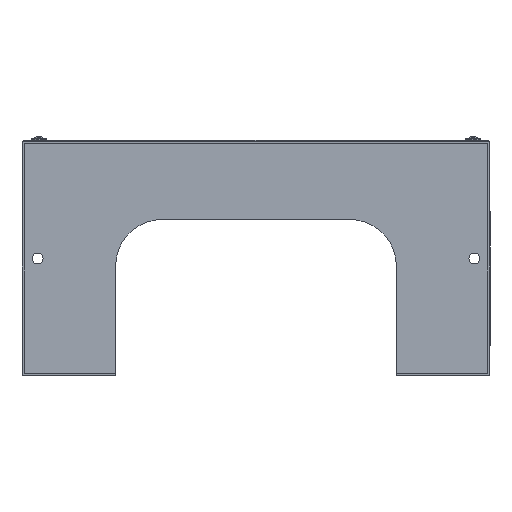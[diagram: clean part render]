
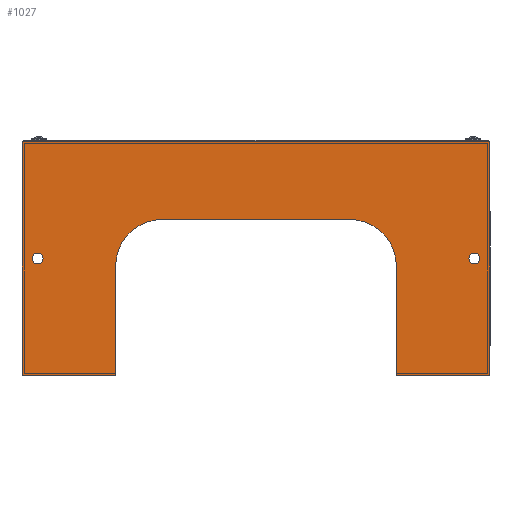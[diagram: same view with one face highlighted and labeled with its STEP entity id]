
A CAD part, front view. The second image highlights one B-rep face of the part: STEP entity #1027.
In plain terms, the highlighted planar face has unit normal (0, -1, 0).
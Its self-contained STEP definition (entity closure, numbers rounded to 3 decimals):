
#213 = CARTESIAN_POINT ( 'NONE',  ( 140., 0., 3.5 ) ) ;
#247 = CARTESIAN_POINT ( 'NONE',  ( -150., 0., 75. ) ) ;
#317 = ORIENTED_EDGE ( 'NONE', *, *, #6144, .F. ) ;
#342 = AXIS2_PLACEMENT_3D ( 'NONE', #11069, #7367, #3755 ) ;
#360 = CARTESIAN_POINT ( 'NONE',  ( 140., 0., 0. ) ) ;
#367 = VERTEX_POINT ( 'NONE', #1908 ) ;
#369 = CARTESIAN_POINT ( 'NONE',  ( -140., 0., 0. ) ) ;
#371 = LINE ( 'NONE', #2083, #6089 ) ;
#393 = VECTOR ( 'NONE', #5862, 1000. ) ;
#522 = CARTESIAN_POINT ( 'NONE',  ( 90., 0., -75. ) ) ;
#621 = VERTEX_POINT ( 'NONE', #9763 ) ;
#686 = ORIENTED_EDGE ( 'NONE', *, *, #5388, .T. ) ;
#732 = CARTESIAN_POINT ( 'NONE',  ( -150., 0., -75. ) ) ;
#793 = CIRCLE ( 'NONE', #3354, 3.5 ) ;
#831 = EDGE_CURVE ( 'NONE', #4301, #9912, #793, .T. ) ;
#893 = EDGE_CURVE ( 'NONE', #5358, #10008, #371, .T. ) ;
#1027 = ADVANCED_FACE ( 'NONE', ( #1515, #5664, #3658 ), #1426, .F. ) ;
#1426 = PLANE ( 'NONE',  #10395 ) ;
#1465 = VERTEX_POINT ( 'NONE', #5674 ) ;
#1489 = ORIENTED_EDGE ( 'NONE', *, *, #5725, .F. ) ;
#1493 = CARTESIAN_POINT ( 'NONE',  ( -150., 0., 75. ) ) ;
#1515 = FACE_OUTER_BOUND ( 'NONE', #2331, .T. ) ;
#1607 = AXIS2_PLACEMENT_3D ( 'NONE', #10561, #3264, #5018 ) ;
#1674 = CIRCLE ( 'NONE', #342, 3.5 ) ;
#1678 = CARTESIAN_POINT ( 'NONE',  ( 150., 0., 75. ) ) ;
#1686 = VECTOR ( 'NONE', #11276, 1000. ) ;
#1885 = VERTEX_POINT ( 'NONE', #7914 ) ;
#1908 = CARTESIAN_POINT ( 'NONE',  ( -140., 0., -3.5 ) ) ;
#1950 = ORIENTED_EDGE ( 'NONE', *, *, #2069, .T. ) ;
#1991 = LINE ( 'NONE', #11247, #9741 ) ;
#2016 = CIRCLE ( 'NONE', #1607, 3.5 ) ;
#2069 = EDGE_CURVE ( 'NONE', #10008, #7232, #3047, .T. ) ;
#2083 = CARTESIAN_POINT ( 'NONE',  ( -90., 0., -75. ) ) ;
#2084 = CARTESIAN_POINT ( 'NONE',  ( -150., 0., -75. ) ) ;
#2193 = EDGE_LOOP ( 'NONE', ( #317, #8347 ) ) ;
#2292 = ORIENTED_EDGE ( 'NONE', *, *, #6873, .T. ) ;
#2331 = EDGE_LOOP ( 'NONE', ( #9253, #1950, #2292, #686, #11291, #1489, #2427, #8996, #2620, #8594 ) ) ;
#2396 = AXIS2_PLACEMENT_3D ( 'NONE', #7048, #4321, #9920 ) ;
#2427 = ORIENTED_EDGE ( 'NONE', *, *, #5020, .F. ) ;
#2582 = LINE ( 'NONE', #732, #8909 ) ;
#2620 = ORIENTED_EDGE ( 'NONE', *, *, #5814, .F. ) ;
#2679 = VERTEX_POINT ( 'NONE', #1678 ) ;
#3014 = CARTESIAN_POINT ( 'NONE',  ( -90., 0., 25. ) ) ;
#3047 = CIRCLE ( 'NONE', #4694, 30. ) ;
#3107 = LINE ( 'NONE', #9785, #9296 ) ;
#3264 = DIRECTION ( 'NONE',  ( 0., -1., 0. ) ) ;
#3354 = AXIS2_PLACEMENT_3D ( 'NONE', #360, #11312, #8550 ) ;
#3485 = CIRCLE ( 'NONE', #3663, 3.5 ) ;
#3658 = FACE_BOUND ( 'NONE', #2193, .T. ) ;
#3663 = AXIS2_PLACEMENT_3D ( 'NONE', #369, #10487, #9709 ) ;
#3677 = CARTESIAN_POINT ( 'NONE',  ( 140., 0., -3.5 ) ) ;
#3755 = DIRECTION ( 'NONE',  ( 0., 0., -1. ) ) ;
#3907 = VERTEX_POINT ( 'NONE', #10524 ) ;
#3983 = DIRECTION ( 'NONE',  ( 0., 0., -1. ) ) ;
#4301 = VERTEX_POINT ( 'NONE', #3677 ) ;
#4321 = DIRECTION ( 'NONE',  ( 0., 1., 0. ) ) ;
#4694 = AXIS2_PLACEMENT_3D ( 'NONE', #10269, #5621, #11097 ) ;
#5018 = DIRECTION ( 'NONE',  ( 0., 0., -1. ) ) ;
#5020 = EDGE_CURVE ( 'NONE', #2679, #1465, #1991, .T. ) ;
#5070 = EDGE_LOOP ( 'NONE', ( #8287, #9421 ) ) ;
#5188 = CARTESIAN_POINT ( 'NONE',  ( 0., 0., 0. ) ) ;
#5313 = LINE ( 'NONE', #522, #10944 ) ;
#5358 = VERTEX_POINT ( 'NONE', #7005 ) ;
#5388 = EDGE_CURVE ( 'NONE', #621, #8170, #10617, .T. ) ;
#5621 = DIRECTION ( 'NONE',  ( 0., 1., 0. ) ) ;
#5664 = FACE_BOUND ( 'NONE', #5070, .T. ) ;
#5671 = EDGE_CURVE ( 'NONE', #7010, #2679, #9594, .T. ) ;
#5674 = CARTESIAN_POINT ( 'NONE',  ( 150., 0., -75. ) ) ;
#5725 = EDGE_CURVE ( 'NONE', #1465, #11671, #11450, .T. ) ;
#5814 = EDGE_CURVE ( 'NONE', #1885, #7010, #3107, .T. ) ;
#5862 = DIRECTION ( 'NONE',  ( 1., 0., 0. ) ) ;
#6089 = VECTOR ( 'NONE', #11344, 1000. ) ;
#6144 = EDGE_CURVE ( 'NONE', #367, #3907, #1674, .T. ) ;
#6382 = DIRECTION ( 'NONE',  ( -1., 0., 0. ) ) ;
#6654 = CARTESIAN_POINT ( 'NONE',  ( -90., 0., -5. ) ) ;
#6873 = EDGE_CURVE ( 'NONE', #7232, #621, #10740, .T. ) ;
#6999 = DIRECTION ( 'NONE',  ( 0., 0., 1. ) ) ;
#7005 = CARTESIAN_POINT ( 'NONE',  ( -90., 0., -75. ) ) ;
#7010 = VERTEX_POINT ( 'NONE', #1493 ) ;
#7038 = DIRECTION ( 'NONE',  ( 0., 0., -1. ) ) ;
#7048 = CARTESIAN_POINT ( 'NONE',  ( 60., 0., -5. ) ) ;
#7232 = VERTEX_POINT ( 'NONE', #8147 ) ;
#7367 = DIRECTION ( 'NONE',  ( 0., -1., 0. ) ) ;
#7511 = CARTESIAN_POINT ( 'NONE',  ( 90., 0., -75. ) ) ;
#7914 = CARTESIAN_POINT ( 'NONE',  ( -150., 0., -75. ) ) ;
#8147 = CARTESIAN_POINT ( 'NONE',  ( -60., 0., 25. ) ) ;
#8170 = VERTEX_POINT ( 'NONE', #8423 ) ;
#8287 = ORIENTED_EDGE ( 'NONE', *, *, #831, .F. ) ;
#8347 = ORIENTED_EDGE ( 'NONE', *, *, #8725, .F. ) ;
#8423 = CARTESIAN_POINT ( 'NONE',  ( 90., 0., -5. ) ) ;
#8550 = DIRECTION ( 'NONE',  ( 0., 0., -1. ) ) ;
#8594 = ORIENTED_EDGE ( 'NONE', *, *, #10534, .F. ) ;
#8725 = EDGE_CURVE ( 'NONE', #3907, #367, #3485, .T. ) ;
#8909 = VECTOR ( 'NONE', #6382, 1000. ) ;
#8996 = ORIENTED_EDGE ( 'NONE', *, *, #5671, .F. ) ;
#9253 = ORIENTED_EDGE ( 'NONE', *, *, #893, .T. ) ;
#9296 = VECTOR ( 'NONE', #6999, 1000. ) ;
#9306 = VECTOR ( 'NONE', #10367, 1000. ) ;
#9421 = ORIENTED_EDGE ( 'NONE', *, *, #10378, .F. ) ;
#9594 = LINE ( 'NONE', #247, #9306 ) ;
#9709 = DIRECTION ( 'NONE',  ( 0., 0., -1. ) ) ;
#9741 = VECTOR ( 'NONE', #3983, 1000. ) ;
#9763 = CARTESIAN_POINT ( 'NONE',  ( 60., 0., 25. ) ) ;
#9777 = DIRECTION ( 'NONE',  ( 0., 1., 0. ) ) ;
#9785 = CARTESIAN_POINT ( 'NONE',  ( -150., 0., -75. ) ) ;
#9912 = VERTEX_POINT ( 'NONE', #213 ) ;
#9920 = DIRECTION ( 'NONE',  ( 0., 0., 1. ) ) ;
#10008 = VERTEX_POINT ( 'NONE', #6654 ) ;
#10151 = EDGE_CURVE ( 'NONE', #8170, #11671, #5313, .T. ) ;
#10269 = CARTESIAN_POINT ( 'NONE',  ( -60., 0., -5. ) ) ;
#10367 = DIRECTION ( 'NONE',  ( 1., 0., 0. ) ) ;
#10378 = EDGE_CURVE ( 'NONE', #9912, #4301, #2016, .T. ) ;
#10395 = AXIS2_PLACEMENT_3D ( 'NONE', #5188, #9777, #11613 ) ;
#10487 = DIRECTION ( 'NONE',  ( 0., -1., 0. ) ) ;
#10524 = CARTESIAN_POINT ( 'NONE',  ( -140., 0., 3.5 ) ) ;
#10534 = EDGE_CURVE ( 'NONE', #5358, #1885, #2582, .T. ) ;
#10561 = CARTESIAN_POINT ( 'NONE',  ( 140., 0., 0. ) ) ;
#10617 = CIRCLE ( 'NONE', #2396, 30. ) ;
#10740 = LINE ( 'NONE', #3014, #393 ) ;
#10944 = VECTOR ( 'NONE', #7038, 1000. ) ;
#11069 = CARTESIAN_POINT ( 'NONE',  ( -140., 0., 0. ) ) ;
#11097 = DIRECTION ( 'NONE',  ( 0., 0., 1. ) ) ;
#11247 = CARTESIAN_POINT ( 'NONE',  ( 150., 0., -75. ) ) ;
#11276 = DIRECTION ( 'NONE',  ( -1., 0., 0. ) ) ;
#11291 = ORIENTED_EDGE ( 'NONE', *, *, #10151, .T. ) ;
#11312 = DIRECTION ( 'NONE',  ( 0., -1., 0. ) ) ;
#11344 = DIRECTION ( 'NONE',  ( 0., 0., 1. ) ) ;
#11450 = LINE ( 'NONE', #2084, #1686 ) ;
#11613 = DIRECTION ( 'NONE',  ( 0., 0., 1. ) ) ;
#11671 = VERTEX_POINT ( 'NONE', #7511 ) ;
